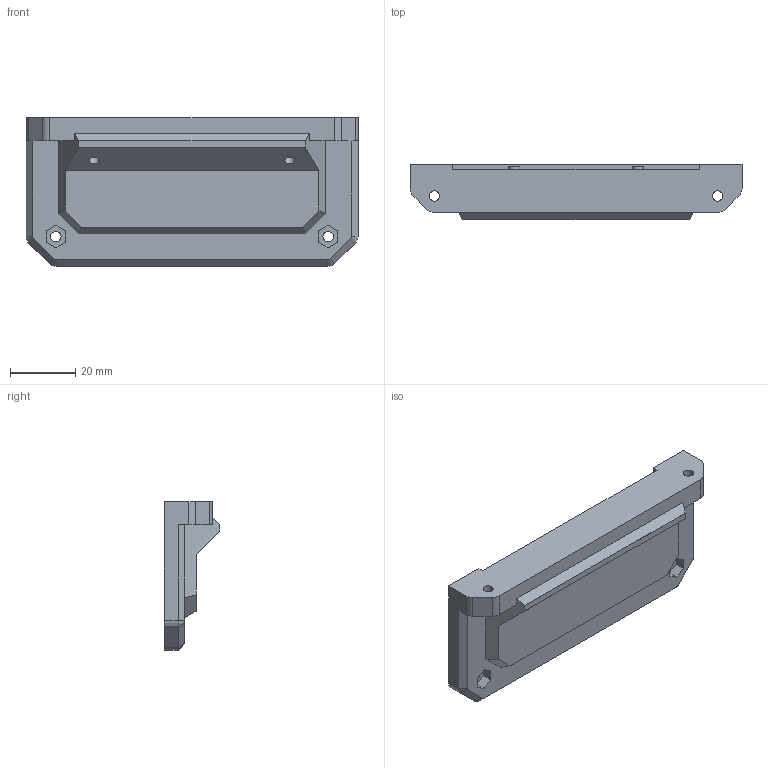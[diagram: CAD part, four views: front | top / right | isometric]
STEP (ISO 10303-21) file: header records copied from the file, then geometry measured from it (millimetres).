
FILE_DESCRIPTION(('FreeCAD Model'),'2;1');
FILE_NAME('2_orange_handle_bottom.stp','2021-01-31T20:52:13',('Author'),('' ),'Open CASCADE STEP processor 7.3','FreeCAD','Unknown');
FILE_SCHEMA(('AUTOMOTIVE_DESIGN { 1 0 10303 214 1 1 1 1 }'));
Length unit declared in the file: millimetre
Products named in the file (1): handle_orange
Bounding box: 102 x 16.92 x 45.7 mm (x, y, z)
Volume: 30859.2 mm3; surface area: 13675.4 mm2
Topology: 1 solids, 1 shells, 95 faces, 242 edges, 156 vertices
Faces by surface type: plane 67, cylinder 20, torus 4, cone 4
Full cylindrical faces by diameter (mm): 3 x2, 3.2 x4, 3.5 x2
Entity records: 6717 total; most frequent: CARTESIAN_POINT 1070, DIRECTION 948, LINE 626, VECTOR 626, ORIENTED_EDGE 484, PCURVE 484, DEFINITIONAL_REPRESENTATION 484, EDGE_CURVE 242
